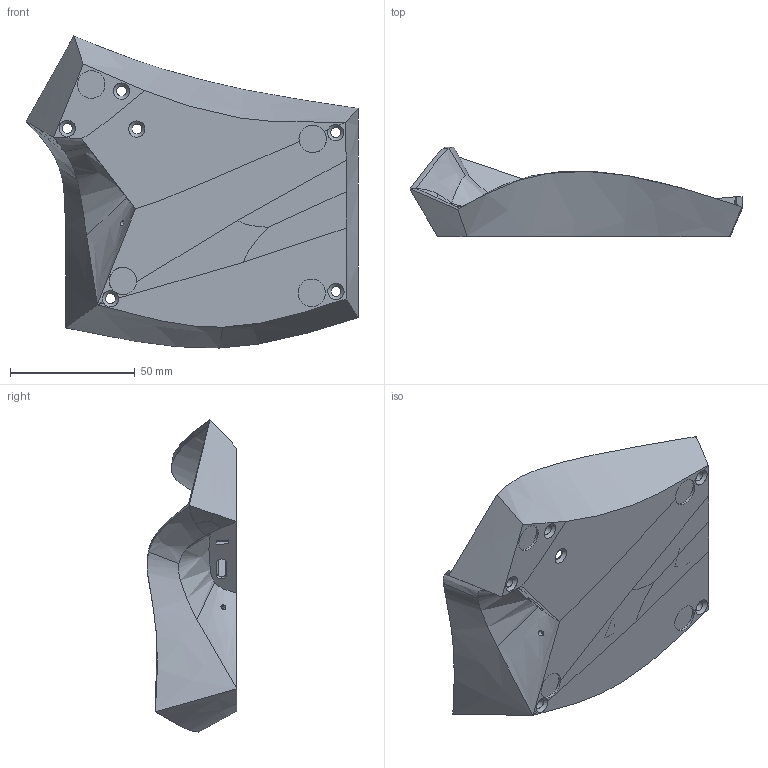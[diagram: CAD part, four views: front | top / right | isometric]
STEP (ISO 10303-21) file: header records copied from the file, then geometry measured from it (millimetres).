
FILE_DESCRIPTION(/* description */ (''),/* implementation_level */ '2;1');
FILE_NAME(/* name */ 'cygnus_3x5_bottom_wireless.step',/* time_stamp */ '2024-04-06T18:09:30+03:00',/* author */ (''),/* organization */ (''),/* preprocessor_version */ 'ST-DEVELOPER v20',/* originating_system */ 'Autodesk Translation Framework v12.20.1.177',/* authorisation */ '');
FILE_SCHEMA (('AUTOMOTIVE_DESIGN { 1 0 10303 214 3 1 1 }'));
Length unit declared in the file: millimetre
Products named in the file (3): cygnus_case_wireless; Switch; controller and switch
Assembly tree (2 placements, depth 2):
  cygnus_case_wireless
    Switch
    controller and switch
Bounding box: 132.94 x 35.93 x 124.97 mm (x, y, z)
Volume: 34235.4 mm3; surface area: 40513.7 mm2
Topology: 6 solids, 6 shells, 205 faces, 543 edges, 350 vertices
Faces by surface type: plane 102, bspline 65, cylinder 24, cone 14
Full cylindrical faces by diameter (mm): 2 x1, 4 x7, 8 x3, 9 x2, 11 x4
Entity records: 13052 total; most frequent: CARTESIAN_POINT 8421, ORIENTED_EDGE 1086, DIRECTION 694, EDGE_CURVE 543, VERTEX_POINT 350, LINE 234, VECTOR 234, AXIS2_PLACEMENT_3D 230
